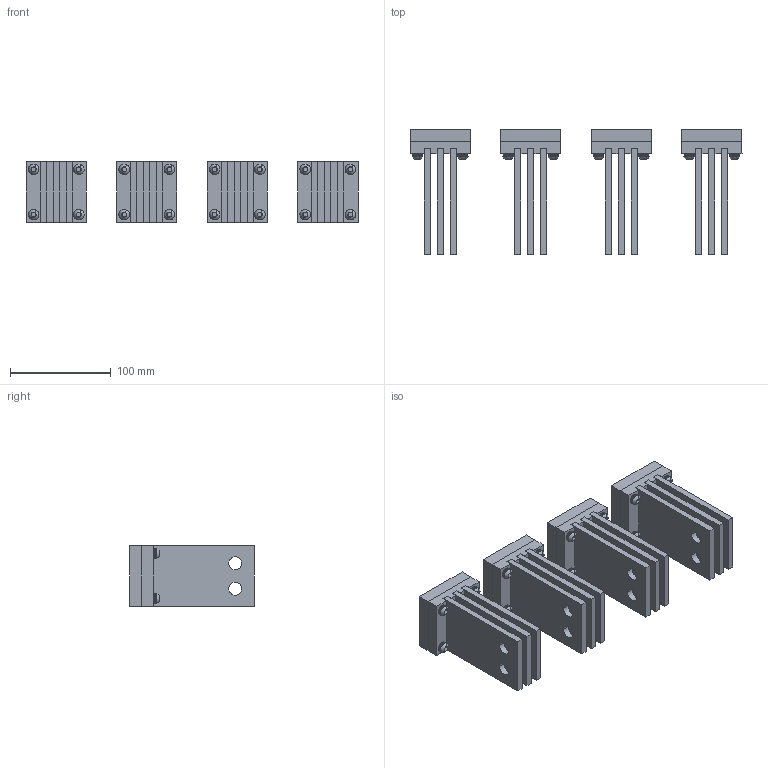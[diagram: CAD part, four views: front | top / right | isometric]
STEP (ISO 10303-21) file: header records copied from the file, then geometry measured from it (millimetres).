
FILE_DESCRIPTION(('CATIA V5 STEP Exchange'),'2;1');
FILE_NAME('1SDH001336R0142_E2.2_IV_TERMINALS_VR_UL_UPPER_1600-2000A.stp','2014-09-18T15:41:07+00:00',('none'),('none'),'CATIA Version 5 Release 20 SP 6 (IN-10)','CATIA V5 STEP AP214','none');
FILE_SCHEMA(('AUTOMOTIVE_DESIGN { 1 0 10303 214 1 1 1 1 }'));
Length unit declared in the file: millimetre
Products named in the file (1): E2.2_IV_TERMINALS_R_V_UL_UPPER_AllCATPart
Bounding box: 330 x 124 x 60 mm (x, y, z)
Volume: 753777.1 mm3; surface area: 288003 mm2
Topology: 69 solids, 69 shells, 1050 faces, 2518 edges, 1656 vertices
Faces by surface type: plane 450, cylinder 404, torus 162, revolution 34
Entity records: 30157 total; most frequent: CARTESIAN_POINT 6273, ORIENTED_EDGE 5036, DIRECTION 3922, EDGE_CURVE 2518, AXIS2_PLACEMENT_3D 1933, VERTEX_POINT 1656, EDGE_LOOP 1276, VECTOR 1190
